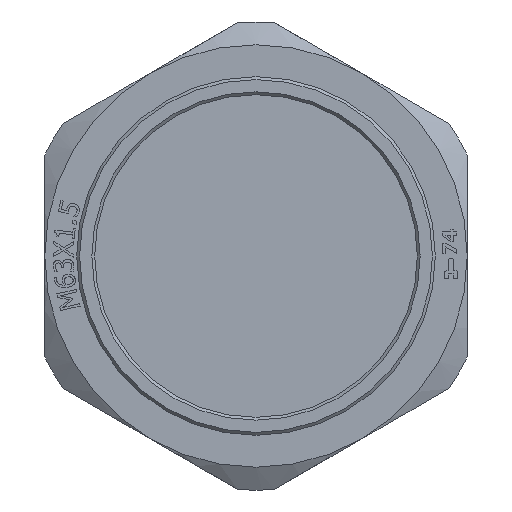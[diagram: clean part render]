
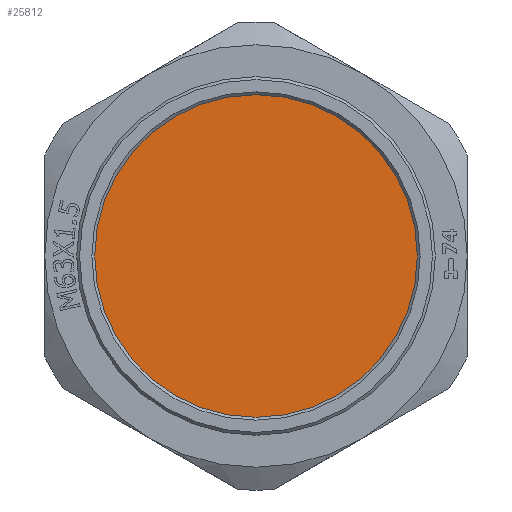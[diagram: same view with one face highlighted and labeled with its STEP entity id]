
A CAD part, front view. The second image highlights one B-rep face of the part: STEP entity #25812.
In plain terms, the highlighted planar face has unit normal (0, -1, 0).
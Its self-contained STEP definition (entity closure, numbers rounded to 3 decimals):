
#1298=CIRCLE('',#27266,28.25);
#1772=FACE_OUTER_BOUND('',#3202,.T.);
#3202=EDGE_LOOP('',(#16572));
#9873=VERTEX_POINT('',#35175);
#12528=EDGE_CURVE('',#9873,#9873,#1298,.T.);
#16572=ORIENTED_EDGE('',*,*,#12528,.F.);
#24650=PLANE('',#27265);
#25812=ADVANCED_FACE('',(#1772),#24650,.T.);
#27265=AXIS2_PLACEMENT_3D('',#35174,#29043,#29044);
#27266=AXIS2_PLACEMENT_3D('',#35176,#29045,#29046);
#29043=DIRECTION('center_axis',(0.,-1.,0.));
#29044=DIRECTION('ref_axis',(0.,0.,-1.));
#29045=DIRECTION('center_axis',(0.,1.,0.));
#29046=DIRECTION('ref_axis',(1.,0.,0.));
#35174=CARTESIAN_POINT('Origin',(-12.681,-31.955,0.092));
#35175=CARTESIAN_POINT('',(-40.931,-31.955,0.092));
#35176=CARTESIAN_POINT('Origin',(-12.681,-31.955,0.092));
